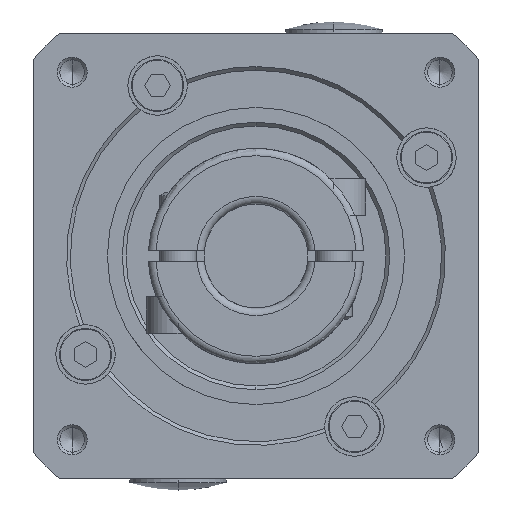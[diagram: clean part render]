
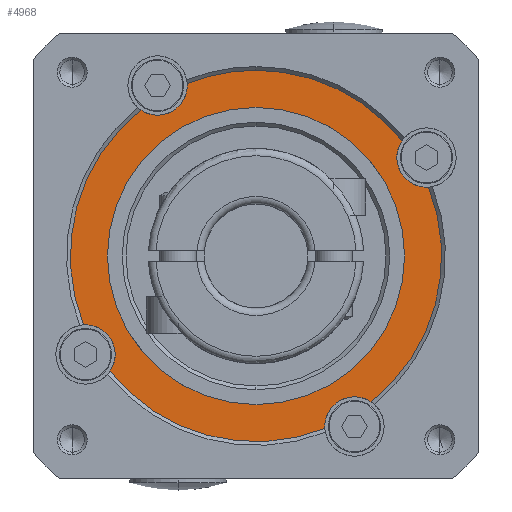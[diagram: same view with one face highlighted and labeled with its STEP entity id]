
A CAD part, left-side view. The second image highlights one B-rep face of the part: STEP entity #4968.
In plain terms, the highlighted planar face has unit normal (-1, 0, 0).
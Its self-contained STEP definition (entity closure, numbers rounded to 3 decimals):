
#104 = ORIENTED_EDGE ( 'NONE', *, *, #2320, .T. ) ;
#130 = DIRECTION ( 'NONE',  ( 1., 0., 0. ) ) ;
#150 = CIRCLE ( 'NONE', #5123, 4. ) ;
#510 = CARTESIAN_POINT ( 'NONE',  ( -55.5, -22.95, 13.25 ) ) ;
#519 = DIRECTION ( 'NONE',  ( 0., 0., 1. ) ) ;
#618 = EDGE_CURVE ( 'NONE', #5968, #14222, #924, .T. ) ;
#732 = DIRECTION ( 'NONE',  ( 0., 0., -1. ) ) ;
#924 = CIRCLE ( 'NONE', #6454, 4. ) ;
#1047 = DIRECTION ( 'NONE',  ( 0., 0., -1. ) ) ;
#1082 = EDGE_CURVE ( 'NONE', #14394, #6115, #3699, .T. ) ;
#1097 = VERTEX_POINT ( 'NONE', #1560 ) ;
#1112 = CARTESIAN_POINT ( 'NONE',  ( -55.5, 0., 0. ) ) ;
#1160 = CARTESIAN_POINT ( 'NONE',  ( -55.5, -9.259, -23.222 ) ) ;
#1560 = CARTESIAN_POINT ( 'NONE',  ( -55.5, -19.63, 15.481 ) ) ;
#1810 = CARTESIAN_POINT ( 'NONE',  ( -55.5, -13.25, -18.95 ) ) ;
#1835 = EDGE_CURVE ( 'NONE', #6025, #12346, #5499, .T. ) ;
#1871 = CARTESIAN_POINT ( 'NONE',  ( -55.5, 9.259, 23.222 ) ) ;
#2272 = AXIS2_PLACEMENT_3D ( 'NONE', #8320, #7141, #10745 ) ;
#2307 = DIRECTION ( 'NONE',  ( 0., 0., 1. ) ) ;
#2320 = EDGE_CURVE ( 'NONE', #10239, #1097, #9364, .T. ) ;
#2396 = CARTESIAN_POINT ( 'NONE',  ( -55.5, 25., 0. ) ) ;
#2404 = CIRCLE ( 'NONE', #7283, 4. ) ;
#2431 = CARTESIAN_POINT ( 'NONE',  ( -55.5, 19.63, -15.481 ) ) ;
#2433 = AXIS2_PLACEMENT_3D ( 'NONE', #15068, #4497, #11555 ) ;
#2700 = ORIENTED_EDGE ( 'NONE', *, *, #1082, .F. ) ;
#2754 = DIRECTION ( 'NONE',  ( -1., 0., 0. ) ) ;
#2861 = AXIS2_PLACEMENT_3D ( 'NONE', #1112, #7092, #2307 ) ;
#2955 = VERTEX_POINT ( 'NONE', #6871 ) ;
#2997 = VERTEX_POINT ( 'NONE', #1160 ) ;
#3085 = ORIENTED_EDGE ( 'NONE', *, *, #618, .T. ) ;
#3126 = CARTESIAN_POINT ( 'NONE',  ( -55.5, -22.95, 13.25 ) ) ;
#3175 = CARTESIAN_POINT ( 'NONE',  ( -55.5, 23.222, -9.259 ) ) ;
#3191 = EDGE_CURVE ( 'NONE', #2955, #6025, #2404, .T. ) ;
#3234 = AXIS2_PLACEMENT_3D ( 'NONE', #8658, #11166, #13429 ) ;
#3354 = AXIS2_PLACEMENT_3D ( 'NONE', #2396, #130, #9558 ) ;
#3699 = CIRCLE ( 'NONE', #5684, 20. ) ;
#4004 = FACE_BOUND ( 'NONE', #15058, .T. ) ;
#4180 = DIRECTION ( 'NONE',  ( -1., 0., 0. ) ) ;
#4497 = DIRECTION ( 'NONE',  ( -1., 0., 0. ) ) ;
#4540 = ORIENTED_EDGE ( 'NONE', *, *, #5627, .T. ) ;
#4596 = CIRCLE ( 'NONE', #9967, 4. ) ;
#4676 = AXIS2_PLACEMENT_3D ( 'NONE', #6403, #4180, #519 ) ;
#4684 = CIRCLE ( 'NONE', #4676, 20. ) ;
#4756 = EDGE_CURVE ( 'NONE', #7477, #5296, #15227, .T. ) ;
#4802 = EDGE_CURVE ( 'NONE', #13493, #12329, #6577, .T. ) ;
#4904 = DIRECTION ( 'NONE',  ( -1., 0., 0. ) ) ;
#4968 = ADVANCED_FACE ( 'NONE', ( #4004, #13380 ), #13186, .F. ) ;
#5088 = AXIS2_PLACEMENT_3D ( 'NONE', #3126, #6569, #9102 ) ;
#5123 = AXIS2_PLACEMENT_3D ( 'NONE', #10222, #14979, #732 ) ;
#5296 = VERTEX_POINT ( 'NONE', #2431 ) ;
#5349 = ORIENTED_EDGE ( 'NONE', *, *, #11424, .T. ) ;
#5499 = CIRCLE ( 'NONE', #2433, 25. ) ;
#5627 = EDGE_CURVE ( 'NONE', #14186, #10239, #10992, .T. ) ;
#5684 = AXIS2_PLACEMENT_3D ( 'NONE', #9810, #2754, #10972 ) ;
#5968 = VERTEX_POINT ( 'NONE', #1810 ) ;
#6025 = VERTEX_POINT ( 'NONE', #7594 ) ;
#6074 = DIRECTION ( 'NONE',  ( 0., 0., -1. ) ) ;
#6097 = EDGE_CURVE ( 'NONE', #12329, #2955, #150, .T. ) ;
#6115 = VERTEX_POINT ( 'NONE', #14771 ) ;
#6266 = CARTESIAN_POINT ( 'NONE',  ( -55.5, 0., 0. ) ) ;
#6304 = DIRECTION ( 'NONE',  ( 1., 0., 0. ) ) ;
#6368 = EDGE_CURVE ( 'NONE', #1097, #13493, #14291, .T. ) ;
#6371 = CIRCLE ( 'NONE', #3234, 25. ) ;
#6403 = CARTESIAN_POINT ( 'NONE',  ( -55.5, 0., 0. ) ) ;
#6454 = AXIS2_PLACEMENT_3D ( 'NONE', #11445, #11508, #1047 ) ;
#6497 = EDGE_CURVE ( 'NONE', #5296, #2997, #6371, .T. ) ;
#6569 = DIRECTION ( 'NONE',  ( 1., 0., 0. ) ) ;
#6577 = CIRCLE ( 'NONE', #2861, 25. ) ;
#6871 = CARTESIAN_POINT ( 'NONE',  ( -55.5, 13.25, 18.95 ) ) ;
#6915 = CARTESIAN_POINT ( 'NONE',  ( -55.5, 0., -20. ) ) ;
#7092 = DIRECTION ( 'NONE',  ( -1., 0., 0. ) ) ;
#7141 = DIRECTION ( 'NONE',  ( 1., 0., 0. ) ) ;
#7283 = AXIS2_PLACEMENT_3D ( 'NONE', #9804, #10931, #8655 ) ;
#7290 = DIRECTION ( 'NONE',  ( -1., 0., 0. ) ) ;
#7338 = CARTESIAN_POINT ( 'NONE',  ( -55.5, 0., 0. ) ) ;
#7477 = VERTEX_POINT ( 'NONE', #9312 ) ;
#7500 = DIRECTION ( 'NONE',  ( 0., 0., -1. ) ) ;
#7594 = CARTESIAN_POINT ( 'NONE',  ( -55.5, 15.481, 19.63 ) ) ;
#8164 = ORIENTED_EDGE ( 'NONE', *, *, #4756, .T. ) ;
#8320 = CARTESIAN_POINT ( 'NONE',  ( -55.5, 22.95, -13.25 ) ) ;
#8327 = ORIENTED_EDGE ( 'NONE', *, *, #3191, .T. ) ;
#8655 = DIRECTION ( 'NONE',  ( 0., 0., -1. ) ) ;
#8658 = CARTESIAN_POINT ( 'NONE',  ( -55.5, 0., 0. ) ) ;
#8707 = CIRCLE ( 'NONE', #10654, 25. ) ;
#8760 = DIRECTION ( 'NONE',  ( 0., 0., -1. ) ) ;
#8815 = CARTESIAN_POINT ( 'NONE',  ( -55.5, -15.481, -19.63 ) ) ;
#9102 = DIRECTION ( 'NONE',  ( 0., 0., -1. ) ) ;
#9157 = EDGE_CURVE ( 'NONE', #14222, #14186, #8707, .T. ) ;
#9312 = CARTESIAN_POINT ( 'NONE',  ( -55.5, 22.95, -9.25 ) ) ;
#9364 = CIRCLE ( 'NONE', #10814, 4. ) ;
#9519 = CARTESIAN_POINT ( 'NONE',  ( -55.5, 22.95, -13.25 ) ) ;
#9558 = DIRECTION ( 'NONE',  ( 0., 0., -1. ) ) ;
#9721 = AXIS2_PLACEMENT_3D ( 'NONE', #13350, #14518, #7500 ) ;
#9804 = CARTESIAN_POINT ( 'NONE',  ( -55.5, 13.25, 22.95 ) ) ;
#9810 = CARTESIAN_POINT ( 'NONE',  ( -55.5, 0., 0. ) ) ;
#9967 = AXIS2_PLACEMENT_3D ( 'NONE', #9519, #12997, #6074 ) ;
#10022 = EDGE_CURVE ( 'NONE', #12346, #7477, #4596, .T. ) ;
#10222 = CARTESIAN_POINT ( 'NONE',  ( -55.5, 13.25, 22.95 ) ) ;
#10239 = VERTEX_POINT ( 'NONE', #14361 ) ;
#10293 = EDGE_CURVE ( 'NONE', #6115, #14394, #4684, .T. ) ;
#10358 = ORIENTED_EDGE ( 'NONE', *, *, #1835, .T. ) ;
#10375 = ORIENTED_EDGE ( 'NONE', *, *, #9157, .T. ) ;
#10532 = CIRCLE ( 'NONE', #9721, 4. ) ;
#10544 = ORIENTED_EDGE ( 'NONE', *, *, #6368, .T. ) ;
#10654 = AXIS2_PLACEMENT_3D ( 'NONE', #6266, #4904, #14364 ) ;
#10728 = ORIENTED_EDGE ( 'NONE', *, *, #6097, .T. ) ;
#10745 = DIRECTION ( 'NONE',  ( 0., 0., -1. ) ) ;
#10814 = AXIS2_PLACEMENT_3D ( 'NONE', #510, #6304, #8760 ) ;
#10931 = DIRECTION ( 'NONE',  ( 1., 0., 0. ) ) ;
#10972 = DIRECTION ( 'NONE',  ( 0., 0., 1. ) ) ;
#10992 = CIRCLE ( 'NONE', #5088, 4. ) ;
#11166 = DIRECTION ( 'NONE',  ( -1., 0., 0. ) ) ;
#11424 = EDGE_CURVE ( 'NONE', #2997, #5968, #10532, .T. ) ;
#11445 = CARTESIAN_POINT ( 'NONE',  ( -55.5, -13.25, -22.95 ) ) ;
#11508 = DIRECTION ( 'NONE',  ( 1., 0., 0. ) ) ;
#11555 = DIRECTION ( 'NONE',  ( 0., 0., 1. ) ) ;
#11855 = CARTESIAN_POINT ( 'NONE',  ( -55.5, 0., 25. ) ) ;
#12259 = CARTESIAN_POINT ( 'NONE',  ( -55.5, -23.222, 9.259 ) ) ;
#12329 = VERTEX_POINT ( 'NONE', #1871 ) ;
#12346 = VERTEX_POINT ( 'NONE', #3175 ) ;
#12997 = DIRECTION ( 'NONE',  ( 1., 0., 0. ) ) ;
#13151 = DIRECTION ( 'NONE',  ( 0., 0., 1. ) ) ;
#13186 = PLANE ( 'NONE',  #3354 ) ;
#13350 = CARTESIAN_POINT ( 'NONE',  ( -55.5, -13.25, -22.95 ) ) ;
#13380 = FACE_OUTER_BOUND ( 'NONE', #14754, .T. ) ;
#13429 = DIRECTION ( 'NONE',  ( 0., 0., 1. ) ) ;
#13493 = VERTEX_POINT ( 'NONE', #11855 ) ;
#14035 = ORIENTED_EDGE ( 'NONE', *, *, #6497, .T. ) ;
#14186 = VERTEX_POINT ( 'NONE', #12259 ) ;
#14222 = VERTEX_POINT ( 'NONE', #8815 ) ;
#14291 = CIRCLE ( 'NONE', #14541, 25. ) ;
#14323 = ORIENTED_EDGE ( 'NONE', *, *, #10293, .F. ) ;
#14361 = CARTESIAN_POINT ( 'NONE',  ( -55.5, -22.95, 9.25 ) ) ;
#14364 = DIRECTION ( 'NONE',  ( 0., 0., 1. ) ) ;
#14394 = VERTEX_POINT ( 'NONE', #6915 ) ;
#14518 = DIRECTION ( 'NONE',  ( 1., 0., 0. ) ) ;
#14541 = AXIS2_PLACEMENT_3D ( 'NONE', #7338, #7290, #13151 ) ;
#14571 = ORIENTED_EDGE ( 'NONE', *, *, #10022, .T. ) ;
#14583 = ORIENTED_EDGE ( 'NONE', *, *, #4802, .T. ) ;
#14754 = EDGE_LOOP ( 'NONE', ( #10358, #14571, #8164, #14035, #5349, #3085, #10375, #4540, #104, #10544, #14583, #10728, #8327 ) ) ;
#14771 = CARTESIAN_POINT ( 'NONE',  ( -55.5, 0., 20. ) ) ;
#14979 = DIRECTION ( 'NONE',  ( 1., 0., 0. ) ) ;
#15058 = EDGE_LOOP ( 'NONE', ( #14323, #2700 ) ) ;
#15068 = CARTESIAN_POINT ( 'NONE',  ( -55.5, 0., 0. ) ) ;
#15227 = CIRCLE ( 'NONE', #2272, 4. ) ;
